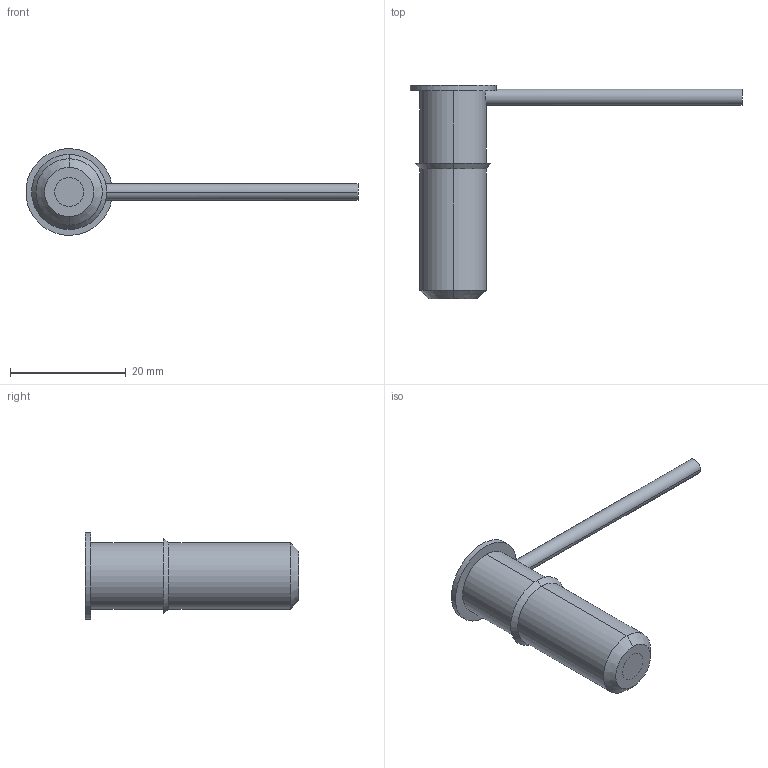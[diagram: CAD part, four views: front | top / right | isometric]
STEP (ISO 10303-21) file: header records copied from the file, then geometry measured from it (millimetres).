
FILE_DESCRIPTION((''),'2;1');
FILE_NAME('DBCAD3177_PSE4_SL_REC','2017-08-02T',('pfolte'),(''),'PRO/ENGINEER BY PARAMETRIC TECHNOLOGY CORPORATION, 2015440','PRO/ENGINEER BY PARAMETRIC TECHNOLOGY CORPORATION, 2015440','');
FILE_SCHEMA(('CONFIG_CONTROL_DESIGN'));
Length unit declared in the file: millimetre
Products named in the file (1): DBCAD3177_PSE4_SL_REC
Bounding box: 57.47 x 37 x 14.97 mm (x, y, z)
Volume: 1618.3 mm3; surface area: 3529.7 mm2
Topology: 1 solids, 1 shells, 45 faces, 111 edges, 70 vertices
Faces by surface type: cone 16, plane 15, cylinder 10, torus 2, sphere 2
Entity records: 2121 total; most frequent: CARTESIAN_POINT 334, DIRECTION 249, ORIENTED_EDGE 222, PRESENTATION_STYLE_ASSIGNMENT 147, STYLED_ITEM 112, CURVE_STYLE 111, EDGE_CURVE 111, AXIS2_PLACEMENT_3D 102
